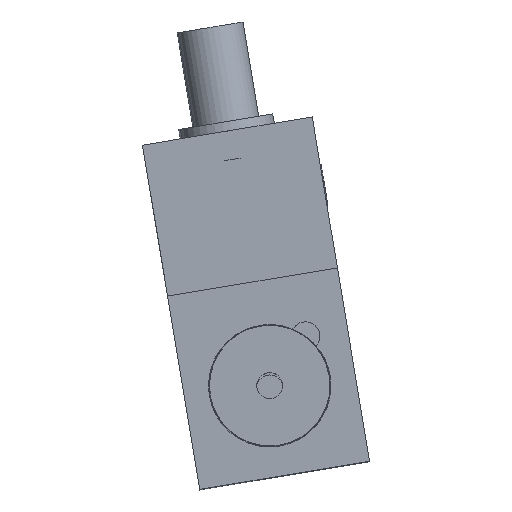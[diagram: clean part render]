
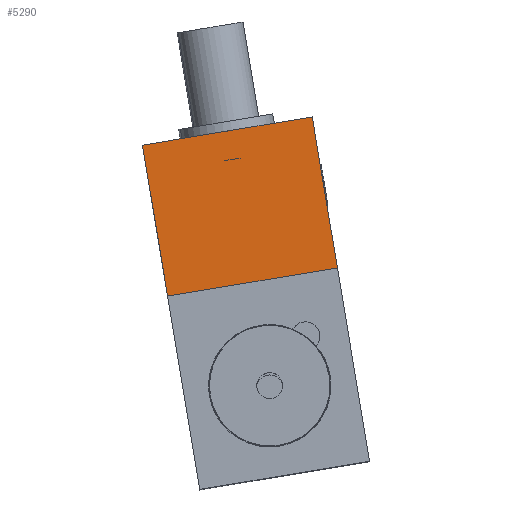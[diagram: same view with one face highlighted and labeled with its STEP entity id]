
A CAD part, top view. The second image highlights one B-rep face of the part: STEP entity #5290.
In plain terms, the highlighted planar face has unit normal (0, 0, 1).
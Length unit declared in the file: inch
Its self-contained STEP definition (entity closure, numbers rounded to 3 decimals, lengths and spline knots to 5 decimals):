
#5235 = EDGE_CURVE ( 'NONE', #5265, #5313, #7432, .T. ) ;
#5264 = EDGE_CURVE ( 'NONE', #5265, #5266, #7467, .T. ) ;
#5265 = VERTEX_POINT ( 'NONE', #7463 ) ;
#5266 = VERTEX_POINT ( 'NONE', #7462 ) ;
#5290 = ADVANCED_FACE ( 'NONE', ( #7563 ), #7598, .T. ) ;
#5291 = EDGE_LOOP ( 'NONE', ( #5292, #5295, #5296, #5297 ) ) ;
#5292 = ORIENTED_EDGE ( 'NONE', *, *, #5293, .F. ) ;
#5293 = EDGE_CURVE ( 'NONE', #5313, #5294, #7593, .T. ) ;
#5294 = VERTEX_POINT ( 'NONE', #7589 ) ;
#5295 = ORIENTED_EDGE ( 'NONE', *, *, #5235, .F. ) ;
#5296 = ORIENTED_EDGE ( 'NONE', *, *, #5264, .T. ) ;
#5297 = ORIENTED_EDGE ( 'NONE', *, *, #5298, .T. ) ;
#5298 = EDGE_CURVE ( 'NONE', #5266, #5294, #7587, .T. ) ;
#5313 = VERTEX_POINT ( 'NONE', #7683 ) ;
#7425 = DIRECTION ( 'NONE',  ( -0.164, 0.986, 0. ) ) ;
#7426 = VECTOR ( 'NONE', #7425, 39.37008 ) ;
#7427 = CARTESIAN_POINT ( 'NONE',  ( -1.77634, -1.19955, 1.2821 ) ) ;
#7432 = LINE ( 'NONE', #7427, #7426 ) ;
#7462 = CARTESIAN_POINT ( 'NONE',  ( -1.07729, -1.08324, 1.2821 ) ) ;
#7463 = CARTESIAN_POINT ( 'NONE',  ( -1.77634, -1.19955, 1.2821 ) ) ;
#7464 = DIRECTION ( 'NONE',  ( 0.986, 0.164, 0. ) ) ;
#7465 = VECTOR ( 'NONE', #7464, 39.37008 ) ;
#7466 = CARTESIAN_POINT ( 'NONE',  ( -1.77634, -1.19955, 1.2821 ) ) ;
#7467 = LINE ( 'NONE', #7466, #7465 ) ;
#7563 = FACE_OUTER_BOUND ( 'NONE', #5291, .T. ) ;
#7587 = LINE ( 'NONE', #7635, #7634 ) ;
#7589 = CARTESIAN_POINT ( 'NONE',  ( -1.18068, -0.46186, 1.2821 ) ) ;
#7590 = DIRECTION ( 'NONE',  ( 0.986, 0.164, 0. ) ) ;
#7591 = VECTOR ( 'NONE', #7590, 39.37008 ) ;
#7592 = CARTESIAN_POINT ( 'NONE',  ( -1.87973, -0.57817, 1.2821 ) ) ;
#7593 = LINE ( 'NONE', #7592, #7591 ) ;
#7594 = DIRECTION ( 'NONE',  ( 0.986, 0.164, 0. ) ) ;
#7595 = DIRECTION ( 'NONE',  ( 0., 0., 1. ) ) ;
#7596 = CARTESIAN_POINT ( 'NONE',  ( -1.77634, -1.19955, 1.2821 ) ) ;
#7597 = AXIS2_PLACEMENT_3D ( 'NONE', #7596, #7595, #7594 ) ;
#7598 = PLANE ( 'NONE',  #7597 ) ;
#7633 = DIRECTION ( 'NONE',  ( -0.164, 0.986, 0. ) ) ;
#7634 = VECTOR ( 'NONE', #7633, 39.37008 ) ;
#7635 = CARTESIAN_POINT ( 'NONE',  ( -1.07729, -1.08324, 1.2821 ) ) ;
#7683 = CARTESIAN_POINT ( 'NONE',  ( -1.87973, -0.57817, 1.2821 ) ) ;
